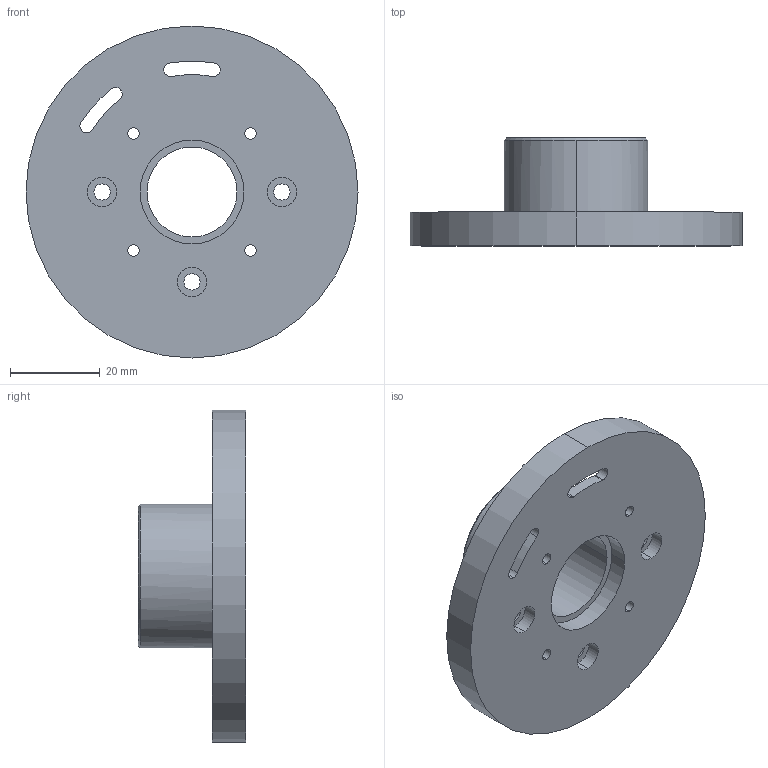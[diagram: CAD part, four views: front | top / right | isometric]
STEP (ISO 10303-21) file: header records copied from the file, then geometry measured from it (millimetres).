
FILE_DESCRIPTION(('FreeCAD Model'),'2;1');
FILE_NAME('Open CASCADE Shape Model','2025-04-12T17:20:22',('Author'),( ''),'Open CASCADE STEP processor 7.8','FreeCAD','Unknown');
FILE_SCHEMA(('CONFIG_CONTROL_DESIGN','SHAPE_APPEARANCE_LAYER_MIM'));
Length unit declared in the file: millimetre
Products named in the file (1): motor housing
Bounding box: 73.8 x 24 x 73.8 mm (x, y, z)
Volume: 23751.4 mm3; surface area: 14818 mm2
Topology: 1 solids, 1 shells, 61 faces, 151 edges, 100 vertices
Faces by surface type: cylinder 47, plane 11, cone 3
Entity records: 1962 total; most frequent: DIRECTION 372, CARTESIAN_POINT 319, ORIENTED_EDGE 302, AXIS2_PLACEMENT_3D 161, EDGE_CURVE 151, VERTEX_POINT 100, CIRCLE 99, FACE_BOUND 89
